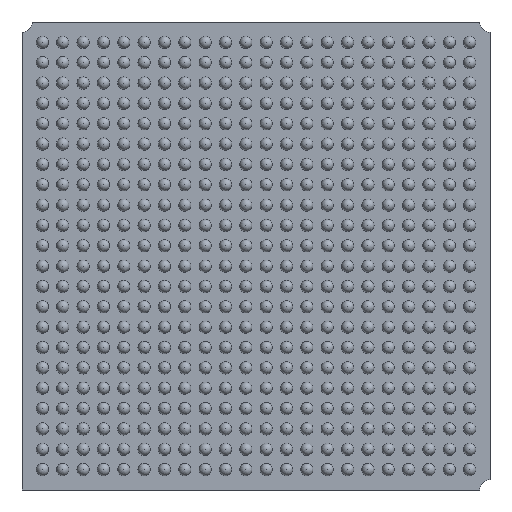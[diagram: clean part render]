
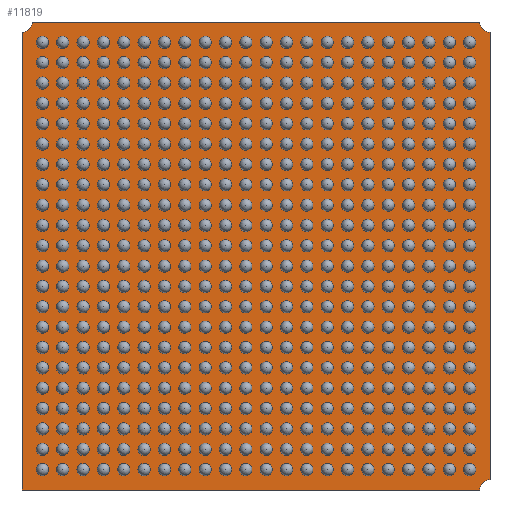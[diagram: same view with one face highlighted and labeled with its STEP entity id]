
A CAD part, front view. The second image highlights one B-rep face of the part: STEP entity #11819.
In plain terms, the highlighted planar face has unit normal (0, -1, 0).
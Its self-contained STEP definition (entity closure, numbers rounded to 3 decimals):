
#486 = DIRECTION ( 'NONE',  ( 0., 0., -1. ) ) ;
#2140 = CARTESIAN_POINT ( 'NONE',  ( -11.5, 0.5, 11. ) ) ;
#2372 = EDGE_CURVE ( 'NONE', #29132, #19760, #24820, .T. ) ;
#3078 = CARTESIAN_POINT ( 'NONE',  ( -11.5, 0.5, -11.5 ) ) ;
#3608 = CARTESIAN_POINT ( 'NONE',  ( 11.5, 0.5, 11. ) ) ;
#4380 = DIRECTION ( 'NONE',  ( 0., 0., 1. ) ) ;
#5401 = EDGE_CURVE ( 'NONE', #19760, #28283, #12086, .T. ) ;
#6395 = DIRECTION ( 'NONE',  ( 0., 0., -1. ) ) ;
#6470 = CARTESIAN_POINT ( 'NONE',  ( -11.5, 0.5, 11.5 ) ) ;
#8370 = AXIS2_PLACEMENT_3D ( 'NONE', #11793, #12077, #34279 ) ;
#8798 = EDGE_CURVE ( 'NONE', #20256, #38258, #17236, .T. ) ;
#9130 = EDGE_LOOP ( 'NONE', ( #16214, #20220, #17699, #14748, #38706, #27848, #23801 ) ) ;
#10588 = VECTOR ( 'NONE', #31787, 1000. ) ;
#10871 = VERTEX_POINT ( 'NONE', #3078 ) ;
#11254 = AXIS2_PLACEMENT_3D ( 'NONE', #38286, #38149, #486 ) ;
#11793 = CARTESIAN_POINT ( 'NONE',  ( 11.5, 0.5, -11.5 ) ) ;
#11819 = ADVANCED_FACE ( 'NONE', ( #33657 ), #17210, .T. ) ;
#12077 = DIRECTION ( 'NONE',  ( 0., -1., 0. ) ) ;
#12084 = VERTEX_POINT ( 'NONE', #15509 ) ;
#12086 = LINE ( 'NONE', #6470, #10588 ) ;
#13618 = EDGE_CURVE ( 'NONE', #12084, #10871, #20559, .T. ) ;
#14586 = DIRECTION ( 'NONE',  ( -1., 0., 0. ) ) ;
#14670 = CARTESIAN_POINT ( 'NONE',  ( 11., 0.5, 11.5 ) ) ;
#14748 = ORIENTED_EDGE ( 'NONE', *, *, #5401, .F. ) ;
#14847 = AXIS2_PLACEMENT_3D ( 'NONE', #29795, #36593, #33181 ) ;
#14992 = CARTESIAN_POINT ( 'NONE',  ( -11.5, 0.5, -11.5 ) ) ;
#15249 = AXIS2_PLACEMENT_3D ( 'NONE', #38938, #32729, #19955 ) ;
#15509 = CARTESIAN_POINT ( 'NONE',  ( 11., 0.5, -11.5 ) ) ;
#16214 = ORIENTED_EDGE ( 'NONE', *, *, #21049, .F. ) ;
#17210 = PLANE ( 'NONE',  #14847 ) ;
#17236 = LINE ( 'NONE', #21992, #35100 ) ;
#17699 = ORIENTED_EDGE ( 'NONE', *, *, #34138, .F. ) ;
#19468 = VECTOR ( 'NONE', #4380, 1000. ) ;
#19760 = VERTEX_POINT ( 'NONE', #31455 ) ;
#19955 = DIRECTION ( 'NONE',  ( 0., 0., -1. ) ) ;
#20220 = ORIENTED_EDGE ( 'NONE', *, *, #8798, .F. ) ;
#20256 = VERTEX_POINT ( 'NONE', #3608 ) ;
#20559 = LINE ( 'NONE', #14992, #36439 ) ;
#21049 = EDGE_CURVE ( 'NONE', #38258, #12084, #40588, .T. ) ;
#21474 = CIRCLE ( 'NONE', #15249, 0.5 ) ;
#21992 = CARTESIAN_POINT ( 'NONE',  ( 11.5, 0.5, 11.5 ) ) ;
#23801 = ORIENTED_EDGE ( 'NONE', *, *, #13618, .F. ) ;
#24535 = EDGE_CURVE ( 'NONE', #10871, #29132, #28882, .T. ) ;
#24820 = CIRCLE ( 'NONE', #11254, 0.5 ) ;
#26891 = CARTESIAN_POINT ( 'NONE',  ( -11.5, 0.5, 11.5 ) ) ;
#27848 = ORIENTED_EDGE ( 'NONE', *, *, #24535, .F. ) ;
#28283 = VERTEX_POINT ( 'NONE', #14670 ) ;
#28882 = LINE ( 'NONE', #26891, #19468 ) ;
#29132 = VERTEX_POINT ( 'NONE', #2140 ) ;
#29795 = CARTESIAN_POINT ( 'NONE',  ( 0., 0.5, 0. ) ) ;
#31455 = CARTESIAN_POINT ( 'NONE',  ( -11., 0.5, 11.5 ) ) ;
#31787 = DIRECTION ( 'NONE',  ( 1., 0., 0. ) ) ;
#32557 = CARTESIAN_POINT ( 'NONE',  ( 11.5, 0.5, -11. ) ) ;
#32729 = DIRECTION ( 'NONE',  ( 0., -1., 0. ) ) ;
#33181 = DIRECTION ( 'NONE',  ( 0., 0., -1. ) ) ;
#33657 = FACE_OUTER_BOUND ( 'NONE', #9130, .T. ) ;
#34138 = EDGE_CURVE ( 'NONE', #28283, #20256, #21474, .T. ) ;
#34279 = DIRECTION ( 'NONE',  ( 0., 0., -1. ) ) ;
#35100 = VECTOR ( 'NONE', #6395, 1000. ) ;
#36439 = VECTOR ( 'NONE', #14586, 1000. ) ;
#36593 = DIRECTION ( 'NONE',  ( 0., -1., 0. ) ) ;
#38149 = DIRECTION ( 'NONE',  ( 0., -1., 0. ) ) ;
#38258 = VERTEX_POINT ( 'NONE', #32557 ) ;
#38286 = CARTESIAN_POINT ( 'NONE',  ( -11.5, 0.5, 11.5 ) ) ;
#38706 = ORIENTED_EDGE ( 'NONE', *, *, #2372, .F. ) ;
#38938 = CARTESIAN_POINT ( 'NONE',  ( 11.5, 0.5, 11.5 ) ) ;
#40588 = CIRCLE ( 'NONE', #8370, 0.5 ) ;
